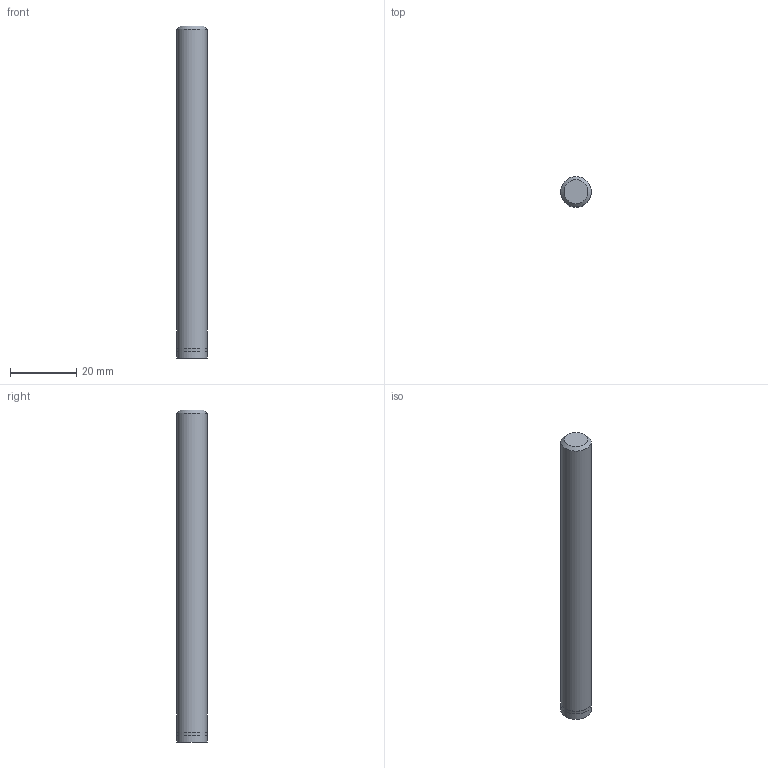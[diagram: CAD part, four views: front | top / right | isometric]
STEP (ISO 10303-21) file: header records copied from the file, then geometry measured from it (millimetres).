
FILE_DESCRIPTION(/* description */ ('3-D model version:1'),/* implementation_level */ '2;1');
FILE_NAME(/* name */ 'AEH10-A09.2-SH-100',/* time_stamp */ '2016-12-02T14:02:08',/* author */ ('InteractiveCad'),/* organization */ ('AB Sandvik Coromant'),/* preprocessor_version */ 'ST-DEVELOPER v11',/* originating_system */ 'SIEMENS UGS NX 6.0',/* authorization */ '');
FILE_SCHEMA(('AUTOMOTIVE_DESIGN'));
Length unit declared in the file: millimetre
Products named in the file (1): AEH10_A09.2_SH_100_635120833391808631_1_stp
Bounding box: 9.2 x 9.2 x 100 mm (x, y, z)
Volume: 6274.7 mm3; surface area: 3224.1 mm2
Topology: 1 solids, 1 shells, 21 faces, 41 edges, 22 vertices
Faces by surface type: cone 9, torus 6, cylinder 4, plane 2
Full cylindrical faces by diameter (mm): 4.45 x1, 7.296 x1, 9.15 x1, 9.195 x1
Entity records: 516 total; most frequent: DIRECTION 90, CARTESIAN_POINT 66, AXIS2_PLACEMENT_3D 45, FACE_BOUND 40, EDGE_LOOP 40, ORIENTED_EDGE 40, ADVANCED_FACE 21, VERTEX_POINT 21
